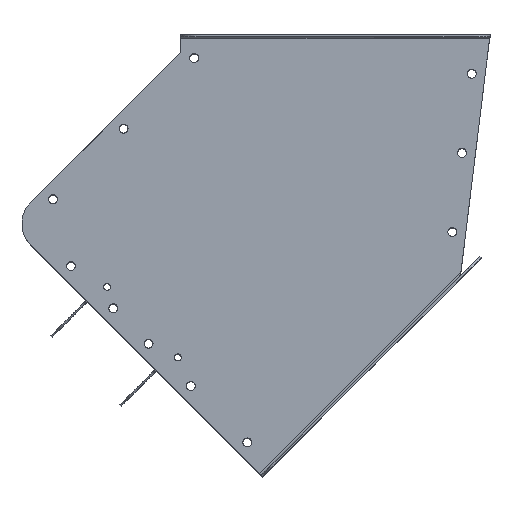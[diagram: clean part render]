
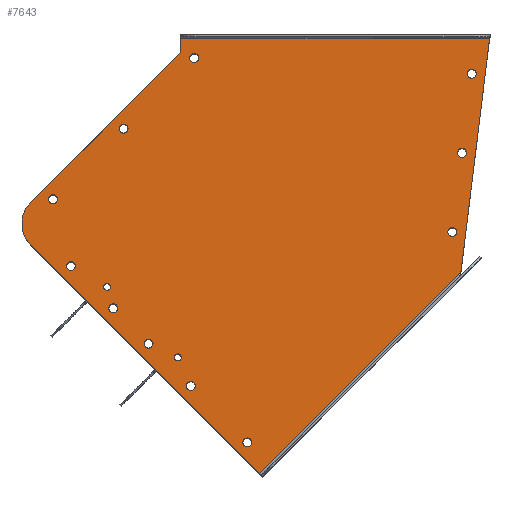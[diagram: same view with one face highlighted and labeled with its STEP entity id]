
A CAD part, top view. The second image highlights one B-rep face of the part: STEP entity #7643.
In plain terms, the highlighted face is planar.
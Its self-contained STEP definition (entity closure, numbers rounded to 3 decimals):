
#321=FACE_BOUND('',#1511,.T.);
#322=FACE_BOUND('',#1512,.T.);
#323=FACE_BOUND('',#1513,.T.);
#324=FACE_BOUND('',#1514,.T.);
#325=FACE_BOUND('',#1515,.T.);
#326=FACE_BOUND('',#1516,.T.);
#327=FACE_BOUND('',#1517,.T.);
#328=FACE_BOUND('',#1518,.T.);
#329=FACE_BOUND('',#1519,.T.);
#330=FACE_BOUND('',#1520,.T.);
#331=FACE_BOUND('',#1521,.T.);
#332=FACE_BOUND('',#1522,.T.);
#333=FACE_BOUND('',#1523,.T.);
#517=PLANE('',#8320);
#926=FACE_OUTER_BOUND('',#1510,.T.);
#1510=EDGE_LOOP('',(#6256,#6257,#6258,#6259,#6260,#6261,#6262));
#1511=EDGE_LOOP('',(#6263));
#1512=EDGE_LOOP('',(#6264));
#1513=EDGE_LOOP('',(#6265));
#1514=EDGE_LOOP('',(#6266));
#1515=EDGE_LOOP('',(#6267));
#1516=EDGE_LOOP('',(#6268));
#1517=EDGE_LOOP('',(#6269));
#1518=EDGE_LOOP('',(#6270));
#1519=EDGE_LOOP('',(#6271));
#1520=EDGE_LOOP('',(#6272));
#1521=EDGE_LOOP('',(#6273));
#1522=EDGE_LOOP('',(#6274));
#1523=EDGE_LOOP('',(#6275));
#2125=LINE('',#12372,#2816);
#2133=LINE('',#12427,#2824);
#2135=LINE('',#12430,#2826);
#2136=LINE('',#12433,#2827);
#2137=LINE('',#12435,#2828);
#2138=LINE('',#12438,#2829);
#2816=VECTOR('',#9836,285.118);
#2824=VECTOR('',#9858,309.509);
#2826=VECTOR('',#9862,235.951);
#2827=VECTOR('',#9865,13.574);
#2828=VECTOR('',#9866,212.574);
#2829=VECTOR('',#9869,324.553);
#3356=CIRCLE('',#8254,3.5);
#3358=CIRCLE('',#8257,3.5);
#3360=CIRCLE('',#8260,4.5);
#3362=CIRCLE('',#8263,4.5);
#3364=CIRCLE('',#8266,4.5);
#3366=CIRCLE('',#8269,4.5);
#3368=CIRCLE('',#8272,4.5);
#3370=CIRCLE('',#8275,4.5);
#3372=CIRCLE('',#8278,4.5);
#3374=CIRCLE('',#8281,4.5);
#3376=CIRCLE('',#8284,4.5);
#3378=CIRCLE('',#8287,4.5);
#3380=CIRCLE('',#8290,4.5);
#3391=CIRCLE('',#8321,30.);
#3822=VERTEX_POINT('',#12230);
#3824=VERTEX_POINT('',#12235);
#3826=VERTEX_POINT('',#12240);
#3828=VERTEX_POINT('',#12245);
#3830=VERTEX_POINT('',#12250);
#3832=VERTEX_POINT('',#12255);
#3834=VERTEX_POINT('',#12260);
#3836=VERTEX_POINT('',#12265);
#3838=VERTEX_POINT('',#12270);
#3840=VERTEX_POINT('',#12275);
#3842=VERTEX_POINT('',#12280);
#3844=VERTEX_POINT('',#12285);
#3846=VERTEX_POINT('',#12290);
#3858=VERTEX_POINT('',#12337);
#3860=VERTEX_POINT('',#12362);
#3864=VERTEX_POINT('',#12388);
#3865=VERTEX_POINT('',#12414);
#3867=VERTEX_POINT('',#12432);
#3868=VERTEX_POINT('',#12434);
#3869=VERTEX_POINT('',#12436);
#4643=EDGE_CURVE('',#3822,#3822,#3356,.T.);
#4645=EDGE_CURVE('',#3824,#3824,#3358,.T.);
#4647=EDGE_CURVE('',#3826,#3826,#3360,.T.);
#4649=EDGE_CURVE('',#3828,#3828,#3362,.T.);
#4651=EDGE_CURVE('',#3830,#3830,#3364,.T.);
#4653=EDGE_CURVE('',#3832,#3832,#3366,.T.);
#4655=EDGE_CURVE('',#3834,#3834,#3368,.T.);
#4657=EDGE_CURVE('',#3836,#3836,#3370,.T.);
#4659=EDGE_CURVE('',#3838,#3838,#3372,.T.);
#4661=EDGE_CURVE('',#3840,#3840,#3374,.T.);
#4663=EDGE_CURVE('',#3842,#3842,#3376,.T.);
#4665=EDGE_CURVE('',#3844,#3844,#3378,.T.);
#4667=EDGE_CURVE('',#3846,#3846,#3380,.T.);
#4689=EDGE_CURVE('',#3860,#3858,#2125,.T.);
#4701=EDGE_CURVE('',#3864,#3865,#2133,.T.);
#4703=EDGE_CURVE('',#3860,#3865,#2135,.T.);
#4704=EDGE_CURVE('',#3864,#3867,#2136,.T.);
#4705=EDGE_CURVE('',#3867,#3868,#2137,.T.);
#4706=EDGE_CURVE('',#3868,#3869,#3391,.T.);
#4707=EDGE_CURVE('',#3869,#3858,#2138,.T.);
#6256=ORIENTED_EDGE('',*,*,#4689,.F.);
#6257=ORIENTED_EDGE('',*,*,#4703,.T.);
#6258=ORIENTED_EDGE('',*,*,#4701,.F.);
#6259=ORIENTED_EDGE('',*,*,#4704,.T.);
#6260=ORIENTED_EDGE('',*,*,#4705,.T.);
#6261=ORIENTED_EDGE('',*,*,#4706,.T.);
#6262=ORIENTED_EDGE('',*,*,#4707,.T.);
#6263=ORIENTED_EDGE('',*,*,#4643,.F.);
#6264=ORIENTED_EDGE('',*,*,#4645,.F.);
#6265=ORIENTED_EDGE('',*,*,#4647,.F.);
#6266=ORIENTED_EDGE('',*,*,#4649,.F.);
#6267=ORIENTED_EDGE('',*,*,#4651,.F.);
#6268=ORIENTED_EDGE('',*,*,#4653,.F.);
#6269=ORIENTED_EDGE('',*,*,#4655,.F.);
#6270=ORIENTED_EDGE('',*,*,#4657,.F.);
#6271=ORIENTED_EDGE('',*,*,#4659,.F.);
#6272=ORIENTED_EDGE('',*,*,#4661,.F.);
#6273=ORIENTED_EDGE('',*,*,#4663,.F.);
#6274=ORIENTED_EDGE('',*,*,#4665,.F.);
#6275=ORIENTED_EDGE('',*,*,#4667,.F.);
#7643=ADVANCED_FACE('',(#926,#321,#322,#323,#324,#325,#326,#327,#328,#329,
#330,#331,#332,#333),#517,.F.);
#8254=AXIS2_PLACEMENT_3D('',#12231,#9709,#9710);
#8257=AXIS2_PLACEMENT_3D('',#12236,#9715,#9716);
#8260=AXIS2_PLACEMENT_3D('',#12241,#9721,#9722);
#8263=AXIS2_PLACEMENT_3D('',#12246,#9727,#9728);
#8266=AXIS2_PLACEMENT_3D('',#12251,#9733,#9734);
#8269=AXIS2_PLACEMENT_3D('',#12256,#9739,#9740);
#8272=AXIS2_PLACEMENT_3D('',#12261,#9745,#9746);
#8275=AXIS2_PLACEMENT_3D('',#12266,#9751,#9752);
#8278=AXIS2_PLACEMENT_3D('',#12271,#9757,#9758);
#8281=AXIS2_PLACEMENT_3D('',#12276,#9763,#9764);
#8284=AXIS2_PLACEMENT_3D('',#12281,#9769,#9770);
#8287=AXIS2_PLACEMENT_3D('',#12286,#9775,#9776);
#8290=AXIS2_PLACEMENT_3D('',#12291,#9781,#9782);
#8320=AXIS2_PLACEMENT_3D('',#12431,#9863,#9864);
#8321=AXIS2_PLACEMENT_3D('',#12437,#9867,#9868);
#9709=DIRECTION('center_axis',(0.,0.,-1.));
#9710=DIRECTION('ref_axis',(-1.,0.,0.));
#9715=DIRECTION('center_axis',(0.,0.,-1.));
#9716=DIRECTION('ref_axis',(-1.,0.,0.));
#9721=DIRECTION('center_axis',(0.,0.,-1.));
#9722=DIRECTION('ref_axis',(-1.,0.,0.));
#9727=DIRECTION('center_axis',(0.,0.,-1.));
#9728=DIRECTION('ref_axis',(-1.,0.,0.));
#9733=DIRECTION('center_axis',(0.,0.,-1.));
#9734=DIRECTION('ref_axis',(-1.,0.,0.));
#9739=DIRECTION('center_axis',(0.,0.,-1.));
#9740=DIRECTION('ref_axis',(-1.,0.,0.));
#9745=DIRECTION('center_axis',(0.,0.,-1.));
#9746=DIRECTION('ref_axis',(-1.,0.,0.));
#9751=DIRECTION('center_axis',(0.,0.,-1.));
#9752=DIRECTION('ref_axis',(-1.,0.,0.));
#9757=DIRECTION('center_axis',(0.,0.,-1.));
#9758=DIRECTION('ref_axis',(-1.,0.,0.));
#9763=DIRECTION('center_axis',(0.,0.,-1.));
#9764=DIRECTION('ref_axis',(-1.,0.,0.));
#9769=DIRECTION('center_axis',(0.,0.,-1.));
#9770=DIRECTION('ref_axis',(-1.,0.,0.));
#9775=DIRECTION('center_axis',(0.,0.,-1.));
#9776=DIRECTION('ref_axis',(-1.,0.,0.));
#9781=DIRECTION('center_axis',(0.,0.,-1.));
#9782=DIRECTION('ref_axis',(-1.,0.,0.));
#9836=DIRECTION('',(-0.707,0.707,0.));
#9858=DIRECTION('',(1.,0.,0.));
#9862=DIRECTION('',(0.122,-0.993,0.));
#9863=DIRECTION('center_axis',(0.,0.,1.));
#9864=DIRECTION('ref_axis',(1.,0.,0.));
#9865=DIRECTION('',(0.,1.,0.));
#9866=DIRECTION('',(-0.707,0.707,0.));
#9867=DIRECTION('center_axis',(0.,0.,-1.));
#9868=DIRECTION('ref_axis',(0.707,-0.707,0.));
#9869=DIRECTION('',(0.707,0.707,0.));
#12230=CARTESIAN_POINT('',(-225.053,252.423,-2.));
#12231=CARTESIAN_POINT('Origin',(-228.553,252.423,-2.));
#12235=CARTESIAN_POINT('',(-154.343,323.134,-2.));
#12236=CARTESIAN_POINT('Origin',(-157.843,323.134,-2.));
#12240=CARTESIAN_POINT('',(-260.469,231.563,-2.));
#12241=CARTESIAN_POINT('Origin',(-264.969,231.563,-2.));
#12245=CARTESIAN_POINT('',(-278.421,164.587,-2.));
#12246=CARTESIAN_POINT('Origin',(-282.921,164.587,-2.));
#12250=CARTESIAN_POINT('',(131.411,118.145,-2.));
#12251=CARTESIAN_POINT('Origin',(126.911,118.145,-2.));
#12255=CARTESIAN_POINT('',(-207.711,93.876,-2.));
#12256=CARTESIAN_POINT('Origin',(-212.211,93.876,-2.));
#12260=CARTESIAN_POINT('',(-140.261,351.771,-2.));
#12261=CARTESIAN_POINT('Origin',(-144.761,351.771,-2.));
#12265=CARTESIAN_POINT('',(-83.693,408.34,-2.));
#12266=CARTESIAN_POINT('Origin',(-88.193,408.34,-2.));
#12270=CARTESIAN_POINT('',(-218.043,273.99,-2.));
#12271=CARTESIAN_POINT('Origin',(-222.543,273.99,-2.));
#12275=CARTESIAN_POINT('',(-137.,23.165,-2.));
#12276=CARTESIAN_POINT('Origin',(-141.5,23.165,-2.));
#12280=CARTESIAN_POINT('',(141.148,38.74,-2.));
#12281=CARTESIAN_POINT('Origin',(136.648,38.74,-2.));
#12285=CARTESIAN_POINT('',(121.674,197.55,-2.));
#12286=CARTESIAN_POINT('Origin',(117.174,197.55,-2.));
#12290=CARTESIAN_POINT('',(-182.688,309.345,-2.));
#12291=CARTESIAN_POINT('Origin',(-187.188,309.345,-2.));
#12337=CARTESIAN_POINT('',(-75.818,439.806,-2.));
#12362=CARTESIAN_POINT('',(125.791,238.197,-2.));
#12372=CARTESIAN_POINT('',(-7.415,371.402,-2.));
#12388=CARTESIAN_POINT('',(-155.,4.,-2.));
#12414=CARTESIAN_POINT('',(154.509,4.,-2.));
#12427=CARTESIAN_POINT('',(47.219,4.,-2.));
#12430=CARTESIAN_POINT('',(125.,244.645,-2.));
#12431=CARTESIAN_POINT('Origin',(-60.071,181.938,-2.));
#12432=CARTESIAN_POINT('',(-155.,17.574,-2.));
#12433=CARTESIAN_POINT('',(-155.,0.,-2.));
#12434=CARTESIAN_POINT('',(-305.312,167.886,-2.));
#12435=CARTESIAN_POINT('',(-155.,17.574,-2.));
#12436=CARTESIAN_POINT('',(-305.312,210.312,-2.));
#12437=CARTESIAN_POINT('Origin',(-284.099,189.099,-2.));
#12438=CARTESIAN_POINT('',(-305.312,210.312,-2.));
